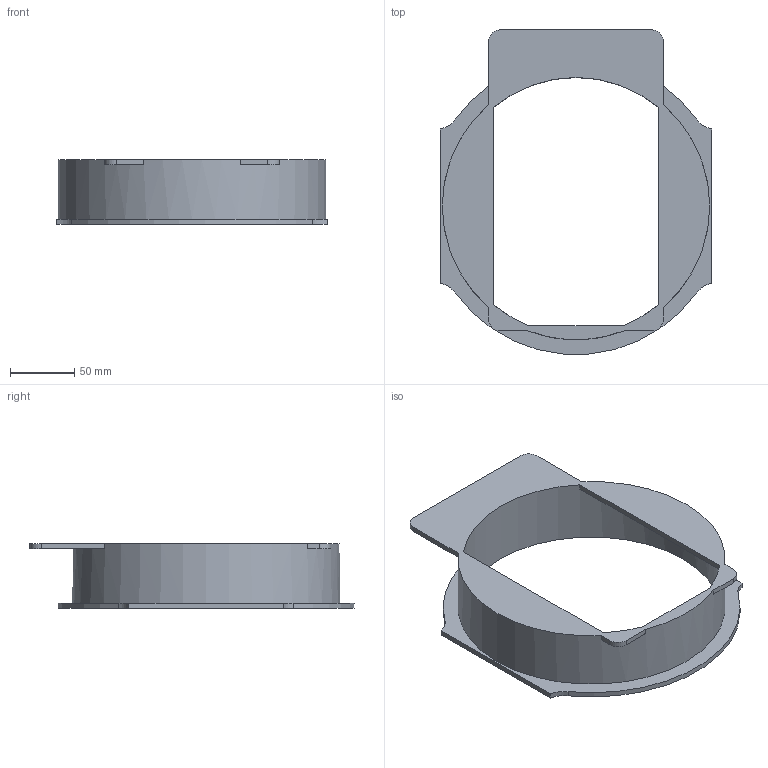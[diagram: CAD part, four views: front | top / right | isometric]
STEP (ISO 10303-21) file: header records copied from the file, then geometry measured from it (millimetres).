
FILE_DESCRIPTION(/* description */ (''),/* implementation_level */ '2;1');
FILE_NAME(/* name */ 'ADAPTER KOF 6X1 ROUND 200 D50.stp',/* time_stamp */ '2026-01-14T14:51:08+01:00',/* author */ ('se-danstr'),/* organization */ (''),/* preprocessor_version */ 'ST-DEVELOPER v19.2',/* originating_system */ 'Autodesk Inventor 2023',/* authorisation */ '');
FILE_SCHEMA (('AUTOMOTIVE_DESIGN { 1 0 10303 214 3 1 1 }'));
Length unit declared in the file: millimetre
Products named in the file (1): KOF6X1D150DN200
Bounding box: 211 x 252.08 x 50 mm (x, y, z)
Volume: 211822.4 mm3; surface area: 111642.5 mm2
Topology: 1 solids, 1 shells, 33 faces, 90 edges, 60 vertices
Faces by surface type: plane 21, cylinder 12
Full cylindrical faces by diameter (mm): 200 x1, 208 x1
Entity records: 1107 total; most frequent: DIRECTION 194, CARTESIAN_POINT 184, ORIENTED_EDGE 180, EDGE_CURVE 90, AXIS2_PLACEMENT_3D 70, VERTEX_POINT 60, LINE 54, VECTOR 54
